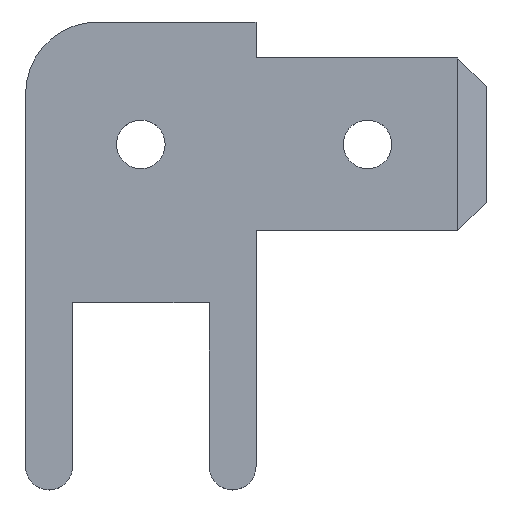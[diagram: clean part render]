
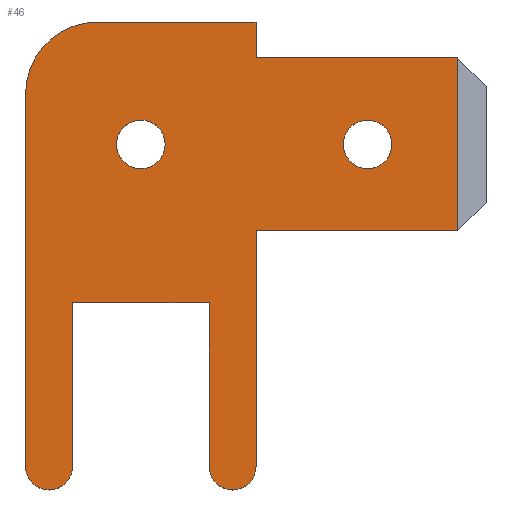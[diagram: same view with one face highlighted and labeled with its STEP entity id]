
A CAD part, top view. The second image highlights one B-rep face of the part: STEP entity #46.
In plain terms, the highlighted planar face has unit normal (0, 0, 1).
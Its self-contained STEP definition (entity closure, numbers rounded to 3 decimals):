
#46=ADVANCED_FACE('',(#70,#71,#72),#73,.T.);
#70=FACE_OUTER_BOUND('',#120,.T.);
#71=FACE_BOUND('',#121,.T.);
#72=FACE_BOUND('',#122,.T.);
#73=PLANE('',#123);
#120=EDGE_LOOP('',(#170,#171,#172,#173,#174,#175,#176,#177,#178,#179,#180,#181,#182));
#121=EDGE_LOOP('',(#183,#184));
#122=EDGE_LOOP('',(#185,#186));
#123=AXIS2_PLACEMENT_3D('',#187,#188,#189);
#170=ORIENTED_EDGE('',*,*,#357,.T.);
#171=ORIENTED_EDGE('',*,*,#358,.T.);
#172=ORIENTED_EDGE('',*,*,#359,.T.);
#173=ORIENTED_EDGE('',*,*,#360,.T.);
#174=ORIENTED_EDGE('',*,*,#361,.T.);
#175=ORIENTED_EDGE('',*,*,#362,.T.);
#176=ORIENTED_EDGE('',*,*,#363,.T.);
#177=ORIENTED_EDGE('',*,*,#364,.T.);
#178=ORIENTED_EDGE('',*,*,#365,.T.);
#179=ORIENTED_EDGE('',*,*,#366,.T.);
#180=ORIENTED_EDGE('',*,*,#367,.T.);
#181=ORIENTED_EDGE('',*,*,#368,.T.);
#182=ORIENTED_EDGE('',*,*,#369,.F.);
#183=ORIENTED_EDGE('',*,*,#370,.T.);
#184=ORIENTED_EDGE('',*,*,#371,.T.);
#185=ORIENTED_EDGE('',*,*,#372,.T.);
#186=ORIENTED_EDGE('',*,*,#373,.T.);
#187=CARTESIAN_POINT('',(0.0,0.0,0.0));
#188=DIRECTION('',(0.0,0.0,1.0));
#189=DIRECTION('',(1.0,-0.0,0.0));
#357=EDGE_CURVE('',#416,#417,#418,.T.);
#358=EDGE_CURVE('',#417,#419,#420,.T.);
#359=EDGE_CURVE('',#419,#421,#422,.T.);
#360=EDGE_CURVE('',#421,#423,#424,.T.);
#361=EDGE_CURVE('',#423,#425,#426,.T.);
#362=EDGE_CURVE('',#425,#427,#428,.T.);
#363=EDGE_CURVE('',#427,#429,#430,.T.);
#364=EDGE_CURVE('',#429,#431,#432,.T.);
#365=EDGE_CURVE('',#431,#433,#434,.T.);
#366=EDGE_CURVE('',#433,#435,#436,.T.);
#367=EDGE_CURVE('',#435,#437,#438,.T.);
#368=EDGE_CURVE('',#437,#439,#440,.T.);
#369=EDGE_CURVE('',#416,#439,#441,.T.);
#370=EDGE_CURVE('',#442,#443,#444,.T.);
#371=EDGE_CURVE('',#443,#442,#445,.T.);
#372=EDGE_CURVE('',#446,#447,#448,.T.);
#373=EDGE_CURVE('',#447,#446,#449,.T.);
#416=VERTEX_POINT('',#513);
#417=VERTEX_POINT('',#514);
#418=LINE('',#515,#516);
#419=VERTEX_POINT('',#517);
#420=LINE('',#518,#519);
#421=VERTEX_POINT('',#520);
#422=LINE('',#521,#522);
#423=VERTEX_POINT('',#523);
#424=CIRCLE('',#524,2.0);
#425=VERTEX_POINT('',#525);
#426=LINE('',#526,#527);
#427=VERTEX_POINT('',#528);
#428=CIRCLE('',#529,0.65);
#429=VERTEX_POINT('',#530);
#430=LINE('',#531,#532);
#431=VERTEX_POINT('',#533);
#432=LINE('',#534,#535);
#433=VERTEX_POINT('',#536);
#434=LINE('',#537,#538);
#435=VERTEX_POINT('',#539);
#436=CIRCLE('',#540,0.65);
#437=VERTEX_POINT('',#541);
#438=LINE('',#542,#543);
#439=VERTEX_POINT('',#544);
#440=LINE('',#545,#546);
#441=LINE('',#547,#548);
#442=VERTEX_POINT('',#549);
#443=VERTEX_POINT('',#550);
#444=CIRCLE('',#551,0.675);
#445=CIRCLE('',#552,0.675);
#446=VERTEX_POINT('',#553);
#447=VERTEX_POINT('',#554);
#448=CIRCLE('',#555,0.675);
#449=CIRCLE('',#556,0.675);
#513=CARTESIAN_POINT('',(8.8,6.8,0.0));
#514=CARTESIAN_POINT('',(3.2,6.8,0.0));
#515=CARTESIAN_POINT('',(8.8,6.8,0.0));
#516=VECTOR('',#655,5.6);
#517=CARTESIAN_POINT('',(3.2,7.8,0.0));
#518=CARTESIAN_POINT('',(3.2,6.8,0.0));
#519=VECTOR('',#656,1.0);
#520=CARTESIAN_POINT('',(-1.2,7.8,0.0));
#521=CARTESIAN_POINT('',(3.2,7.8,0.0));
#522=VECTOR('',#657,4.4);
#523=CARTESIAN_POINT('',(-3.2,5.8,0.0));
#524=AXIS2_PLACEMENT_3D('',#658,#659,#660);
#525=CARTESIAN_POINT('',(-3.2,-4.55,0.0));
#526=CARTESIAN_POINT('',(-3.2,5.8,0.0));
#527=VECTOR('',#661,10.35);
#528=CARTESIAN_POINT('',(-1.9,-4.55,0.0));
#529=AXIS2_PLACEMENT_3D('',#662,#663,#664);
#530=CARTESIAN_POINT('',(-1.9,0.0,0.0));
#531=CARTESIAN_POINT('',(-1.9,-4.55,0.0));
#532=VECTOR('',#665,4.55);
#533=CARTESIAN_POINT('',(1.9,0.0,0.0));
#534=CARTESIAN_POINT('',(-1.9,0.0,0.0));
#535=VECTOR('',#666,3.8);
#536=CARTESIAN_POINT('',(1.9,-4.55,0.0));
#537=CARTESIAN_POINT('',(1.9,0.0,0.0));
#538=VECTOR('',#667,4.55);
#539=CARTESIAN_POINT('',(3.2,-4.55,0.0));
#540=AXIS2_PLACEMENT_3D('',#668,#669,#670);
#541=CARTESIAN_POINT('',(3.2,2.0,0.0));
#542=CARTESIAN_POINT('',(3.2,-4.55,0.0));
#543=VECTOR('',#671,6.55);
#544=CARTESIAN_POINT('',(8.8,2.0,0.0));
#545=CARTESIAN_POINT('',(3.2,2.0,0.0));
#546=VECTOR('',#672,5.6);
#547=CARTESIAN_POINT('',(8.8,6.8,0.0));
#548=VECTOR('',#673,4.8);
#549=CARTESIAN_POINT('',(5.625,4.4,0.0));
#550=CARTESIAN_POINT('',(6.975,4.4,0.0));
#551=AXIS2_PLACEMENT_3D('',#674,#675,#676);
#552=AXIS2_PLACEMENT_3D('',#677,#678,#679);
#553=CARTESIAN_POINT('',(-0.675,4.4,0.0));
#554=CARTESIAN_POINT('',(0.675,4.4,0.0));
#555=AXIS2_PLACEMENT_3D('',#680,#681,#682);
#556=AXIS2_PLACEMENT_3D('',#683,#684,#685);
#655=DIRECTION('',(-1.0,0.0,0.0));
#656=DIRECTION('',(0.0,1.0,0.0));
#657=DIRECTION('',(-1.0,0.0,0.0));
#658=CARTESIAN_POINT('',(-1.2,5.8,0.0));
#659=DIRECTION('',(0.0,-0.0,1.0));
#660=DIRECTION('',(0.0,1.0,0.0));
#661=DIRECTION('',(0.0,-1.0,0.0));
#662=CARTESIAN_POINT('',(-2.55,-4.55,0.0));
#663=DIRECTION('',(0.0,0.0,1.0));
#664=DIRECTION('',(-1.0,0.0,0.0));
#665=DIRECTION('',(0.0,1.0,0.0));
#666=DIRECTION('',(1.0,0.0,0.0));
#667=DIRECTION('',(0.0,-1.0,0.0));
#668=CARTESIAN_POINT('',(2.55,-4.55,0.0));
#669=DIRECTION('',(0.0,0.0,1.0));
#670=DIRECTION('',(-1.0,0.,0.0));
#671=DIRECTION('',(0.0,1.0,0.0));
#672=DIRECTION('',(1.0,0.0,0.0));
#673=DIRECTION('',(0.0,-1.0,0.0));
#674=CARTESIAN_POINT('',(6.3,4.4,0.0));
#675=DIRECTION('',(0.0,0.0,-1.0));
#676=DIRECTION('',(-1.0,0.0,0.0));
#677=CARTESIAN_POINT('',(6.3,4.4,0.0));
#678=DIRECTION('',(0.0,0.0,-1.0));
#679=DIRECTION('',(1.0,0.0,0.0));
#680=CARTESIAN_POINT('',(0.0,4.4,0.0));
#681=DIRECTION('',(0.0,0.0,-1.0));
#682=DIRECTION('',(-1.0,0.0,0.0));
#683=CARTESIAN_POINT('',(0.0,4.4,0.0));
#684=DIRECTION('',(0.0,0.0,-1.0));
#685=DIRECTION('',(1.0,0.0,0.0));
